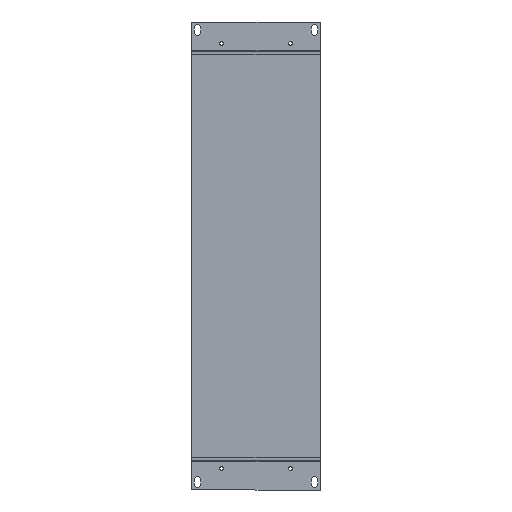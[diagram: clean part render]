
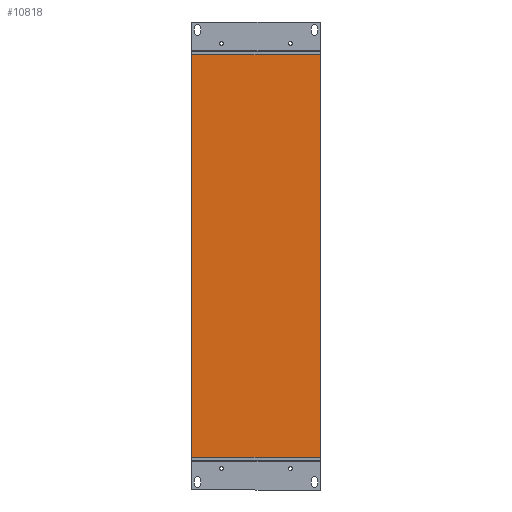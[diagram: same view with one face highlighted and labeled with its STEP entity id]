
A CAD part, front view. The second image highlights one B-rep face of the part: STEP entity #10818.
In plain terms, the highlighted planar face has unit normal (0, -1, 0).
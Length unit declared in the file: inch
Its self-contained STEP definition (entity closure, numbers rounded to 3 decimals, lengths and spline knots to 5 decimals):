
#1316 = AXIS2_PLACEMENT_3D ( 'NONE', #57991, #36484, #52577 ) ;
#4118 = CARTESIAN_POINT ( 'NONE',  ( -1.02759, -0.31353, 0. ) ) ;
#6311 = VERTEX_POINT ( 'NONE', #50637 ) ;
#10818 = ADVANCED_FACE ( 'NONE', ( #41879 ), #62988, .T. ) ;
#11464 = EDGE_LOOP ( 'NONE', ( #46215, #12648, #25304, #64500 ) ) ;
#12178 = VERTEX_POINT ( 'NONE', #42305 ) ;
#12648 = ORIENTED_EDGE ( 'NONE', *, *, #39358, .T. ) ;
#14010 = CARTESIAN_POINT ( 'NONE',  ( 4.19241, -0.31353, 16.35039 ) ) ;
#17562 = LINE ( 'NONE', #27217, #40862 ) ;
#18654 = VERTEX_POINT ( 'NONE', #29761 ) ;
#25304 = ORIENTED_EDGE ( 'NONE', *, *, #60221, .T. ) ;
#26746 = LINE ( 'NONE', #43266, #70447 ) ;
#27217 = CARTESIAN_POINT ( 'NONE',  ( 4.19241, -0.31353, 0. ) ) ;
#29761 = CARTESIAN_POINT ( 'NONE',  ( 4.19241, -0.31353, 16.35039 ) ) ;
#35778 = VECTOR ( 'NONE', #68293, 39.37008 ) ;
#36484 = DIRECTION ( 'NONE',  ( 0., -1., 0. ) ) ;
#39057 = VERTEX_POINT ( 'NONE', #44896 ) ;
#39358 = EDGE_CURVE ( 'NONE', #18654, #12178, #57655, .T. ) ;
#40862 = VECTOR ( 'NONE', #49444, 39.37008 ) ;
#41879 = FACE_OUTER_BOUND ( 'NONE', #11464, .T. ) ;
#42305 = CARTESIAN_POINT ( 'NONE',  ( -1.02759, -0.31353, 16.35039 ) ) ;
#43266 = CARTESIAN_POINT ( 'NONE',  ( 4.19241, -0.31353, 0. ) ) ;
#44896 = CARTESIAN_POINT ( 'NONE',  ( 4.19241, -0.31353, 0. ) ) ;
#46215 = ORIENTED_EDGE ( 'NONE', *, *, #68003, .T. ) ;
#46710 = DIRECTION ( 'NONE',  ( 0., 0., -1. ) ) ;
#47421 = VECTOR ( 'NONE', #46710, 39.37008 ) ;
#49444 = DIRECTION ( 'NONE',  ( 1., 0., 0. ) ) ;
#50637 = CARTESIAN_POINT ( 'NONE',  ( -1.02759, -0.31353, 0. ) ) ;
#52577 = DIRECTION ( 'NONE',  ( 0., 0., -1. ) ) ;
#57655 = LINE ( 'NONE', #14010, #35778 ) ;
#57818 = LINE ( 'NONE', #4118, #47421 ) ;
#57991 = CARTESIAN_POINT ( 'NONE',  ( 4.19241, -0.31353, 0. ) ) ;
#60221 = EDGE_CURVE ( 'NONE', #12178, #6311, #57818, .T. ) ;
#62988 = PLANE ( 'NONE',  #1316 ) ;
#64500 = ORIENTED_EDGE ( 'NONE', *, *, #67308, .T. ) ;
#64675 = DIRECTION ( 'NONE',  ( 0., 0., 1. ) ) ;
#67308 = EDGE_CURVE ( 'NONE', #6311, #39057, #17562, .T. ) ;
#68003 = EDGE_CURVE ( 'NONE', #39057, #18654, #26746, .T. ) ;
#68293 = DIRECTION ( 'NONE',  ( -1., 0., 0. ) ) ;
#70447 = VECTOR ( 'NONE', #64675, 39.37008 ) ;
